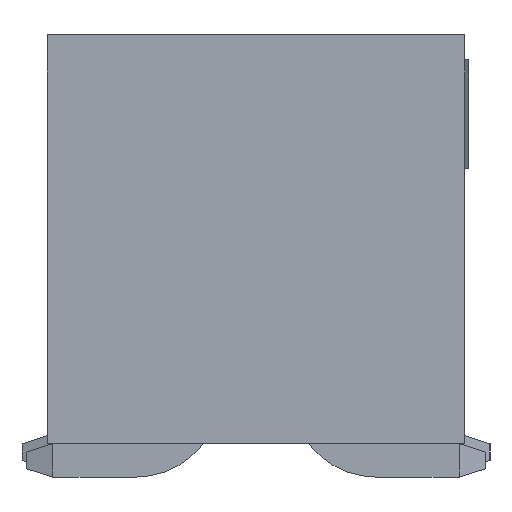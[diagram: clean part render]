
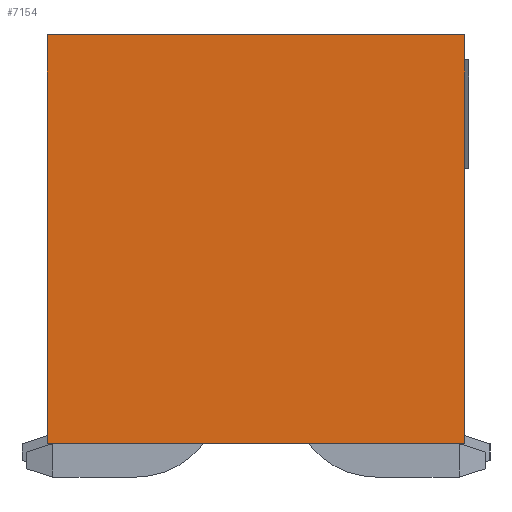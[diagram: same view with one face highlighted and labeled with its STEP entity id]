
A CAD part, left-side view. The second image highlights one B-rep face of the part: STEP entity #7154.
In plain terms, the highlighted planar face has unit normal (-1, 0, 0).
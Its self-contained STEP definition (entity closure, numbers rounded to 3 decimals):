
#1027=ORIENTED_EDGE('',*,*,#2061,.F.);
#1028=ORIENTED_EDGE('',*,*,#2044,.F.);
#1029=ORIENTED_EDGE('',*,*,#1673,.T.);
#1030=ORIENTED_EDGE('',*,*,#2200,.T.);
#1673=EDGE_CURVE('',#2450,#2449,#2949,.T.);
#2044=EDGE_CURVE('',#2450,#2710,#3320,.T.);
#2061=EDGE_CURVE('',#2710,#2717,#3337,.T.);
#2200=EDGE_CURVE('',#2449,#2717,#3476,.T.);
#2449=VERTEX_POINT('',#8941);
#2450=VERTEX_POINT('',#8943);
#2710=VERTEX_POINT('',#9674);
#2717=VERTEX_POINT('',#9699);
#2949=LINE('',#8942,#3721);
#3320=LINE('',#9673,#4092);
#3337=LINE('',#9698,#4109);
#3476=LINE('',#9974,#4248);
#3721=VECTOR('',#7588,1000.);
#4092=VECTOR('',#8159,1000.);
#4109=VECTOR('',#8178,1000.);
#4248=VECTOR('',#8387,1000.);
#4642=EDGE_LOOP('',(#1027,#1028,#1029,#1030));
#4924=FACE_BOUND('',#4642,.T.);
#5185=PLANE('',#7426);
#7154=ADVANCED_FACE('',(#4924),#5185,.T.);
#7426=AXIS2_PLACEMENT_3D('',#9975,#8388,#8389);
#7588=DIRECTION('',(0.,0.,1.));
#8159=DIRECTION('',(0.,1.,0.));
#8178=DIRECTION('',(0.,0.,1.));
#8387=DIRECTION('',(0.,1.,0.));
#8388=DIRECTION('',(-1.,0.,0.));
#8389=DIRECTION('',(0.,0.,1.));
#8941=CARTESIAN_POINT('',(-9.525,-2.5,2.45));
#8942=CARTESIAN_POINT('',(-9.525,-2.5,-2.45));
#8943=CARTESIAN_POINT('',(-9.525,-2.5,-2.45));
#9673=CARTESIAN_POINT('',(-9.525,-2.5,-2.45));
#9674=CARTESIAN_POINT('',(-9.525,2.5,-2.45));
#9698=CARTESIAN_POINT('',(-9.525,2.5,-2.45));
#9699=CARTESIAN_POINT('',(-9.525,2.5,2.45));
#9974=CARTESIAN_POINT('',(-9.525,-2.5,2.45));
#9975=CARTESIAN_POINT('',(-9.525,-2.5,-2.45));
